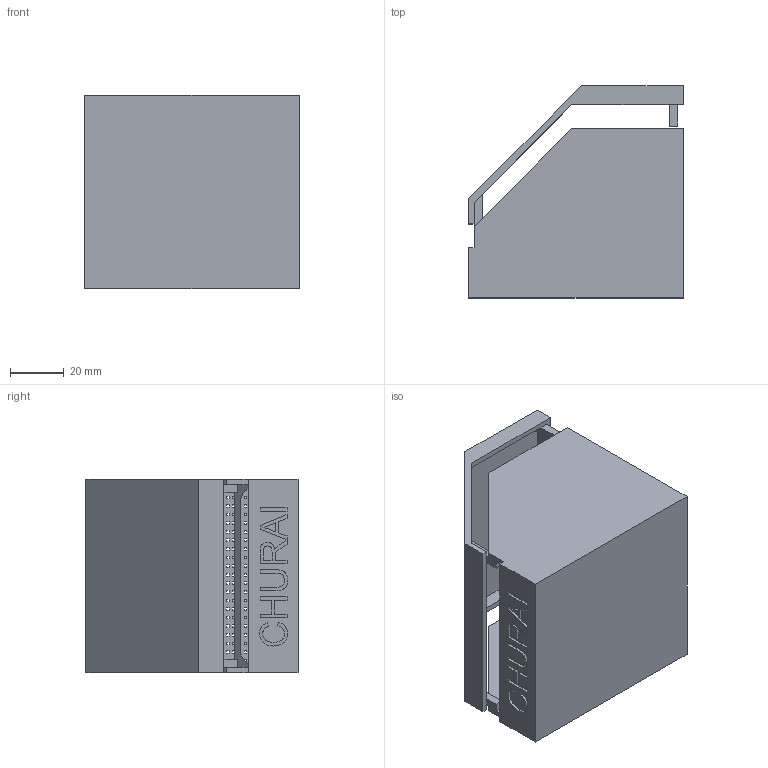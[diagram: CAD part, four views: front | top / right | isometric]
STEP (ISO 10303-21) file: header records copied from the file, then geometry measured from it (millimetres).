
FILE_DESCRIPTION(/* description */ (''),/* implementation_level */ '2;1');
FILE_NAME(/* name */ 'pico_air_dust_project v19.step',/* time_stamp */ '2022-10-02T03:27:33+09:00',/* author */ (''),/* organization */ (''),/* preprocessor_version */ 'ST-DEVELOPER v19',/* originating_system */ 'Autodesk Translation Framework v11.7.0.108',/* authorisation */ '');
FILE_SCHEMA (('AUTOMOTIVE_DESIGN { 1 0 10303 214 3 1 1 }'));
Length unit declared in the file: millimetre
Products named in the file (3): pico_air_dust_project; bottom; TOP
Assembly tree (2 placements, depth 2):
  pico_air_dust_project
    bottom
    TOP
Bounding box: 80 x 79 x 72 mm (x, y, z)
Volume: 53079.7 mm3; surface area: 62378.8 mm2
Topology: 2 solids, 2 shells, 1058 faces, 3100 edges, 2060 vertices
Faces by surface type: plane 979, bspline 49, cylinder 22, torus 8
Full cylindrical faces by diameter (mm): 1.98 x4, 3.611 x4
Entity records: 35843 total; most frequent: CARTESIAN_POINT 7076, ORIENTED_EDGE 6200, DIRECTION 5088, EDGE_CURVE 3100, LINE 2936, VECTOR 2936, VERTEX_POINT 2060, EDGE_LOOP 1500
